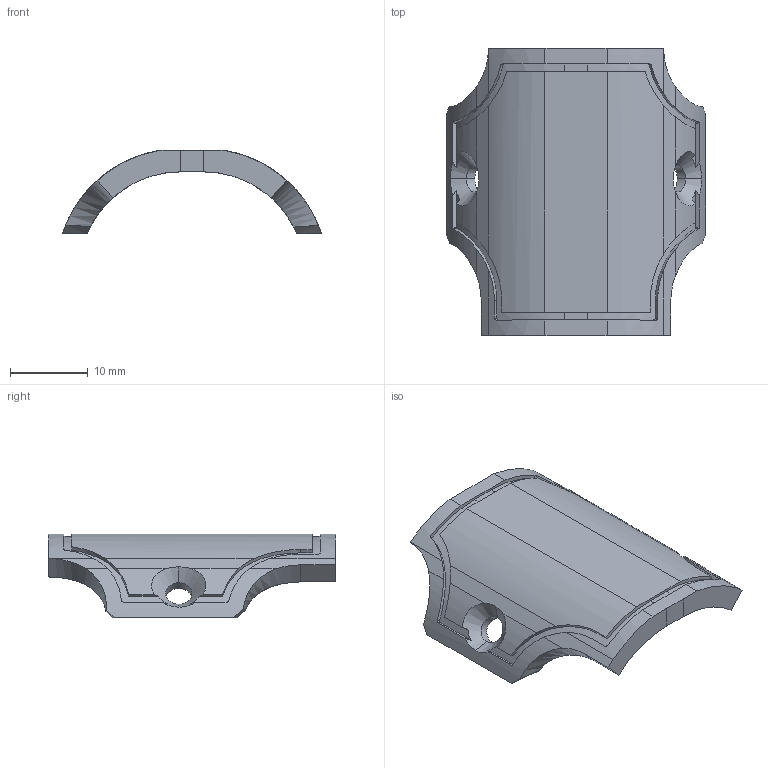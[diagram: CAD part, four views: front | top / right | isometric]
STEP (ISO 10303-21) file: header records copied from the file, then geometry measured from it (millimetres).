
FILE_DESCRIPTION (( 'STEP AP214' ), '1' );
FILE_NAME ('CAPOT INFERIEUR UR .STEP', '2020-02-26T17:43:47', ( '' ), ( '' ), 'SwSTEP 2.0', 'SolidWorks 2019', '' );
FILE_SCHEMA (( 'AUTOMOTIVE_DESIGN' ));
Length unit declared in the file: millimetre
Products named in the file (1): CAPOT INFERIEUR UR 
Bounding box: 33.4 x 37 x 10.8 mm (x, y, z)
Volume: 3270.3 mm3; surface area: 2937.4 mm2
Topology: 1 solids, 1 shells, 106 faces, 294 edges, 190 vertices
Faces by surface type: plane 52, cylinder 28, bspline 22, cone 4
Entity records: 5187 total; most frequent: CARTESIAN_POINT 2738, ORIENTED_EDGE 588, DIRECTION 372, EDGE_CURVE 294, VERTEX_POINT 190, VECTOR 130, LINE 130, B_SPLINE_CURVE_WITH_KNOTS 124
